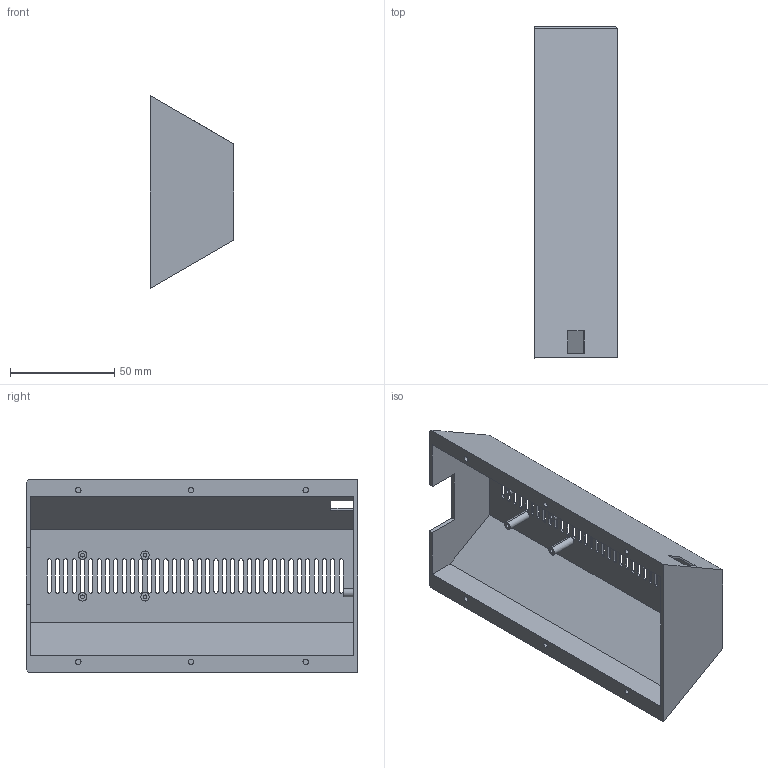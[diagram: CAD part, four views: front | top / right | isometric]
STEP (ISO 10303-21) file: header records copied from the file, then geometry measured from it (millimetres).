
FILE_DESCRIPTION (( 'STEP AP203' ), '1' );
FILE_NAME ('ED-E-bottom.STEP', '2015-09-17T21:21:30', ( '' ), ( '' ), 'SwSTEP 2.0', 'SolidWorks 2015', '' );
FILE_SCHEMA (( 'CONFIG_CONTROL_DESIGN' ));
Length unit declared in the file: millimetre
Products named in the file (1): ED-E-bottom
Bounding box: 40 x 159 x 92.38 mm (x, y, z)
Volume: 43776.3 mm3; surface area: 55270.4 mm2
Topology: 1 solids, 1 shells, 258 faces, 717 edges, 476 vertices
Faces by surface type: cylinder 144, plane 114
Entity records: 8594 total; most frequent: DIRECTION 1531, CARTESIAN_POINT 1452, ORIENTED_EDGE 1434, EDGE_CURVE 717, AXIS2_PLACEMENT_3D 555, VERTEX_POINT 476, VECTOR 421, LINE 421
